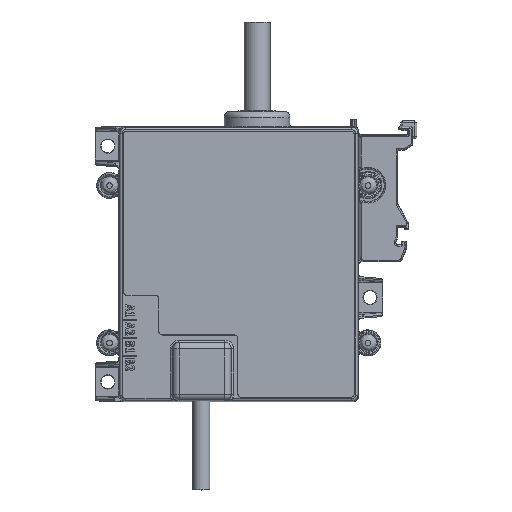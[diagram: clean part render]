
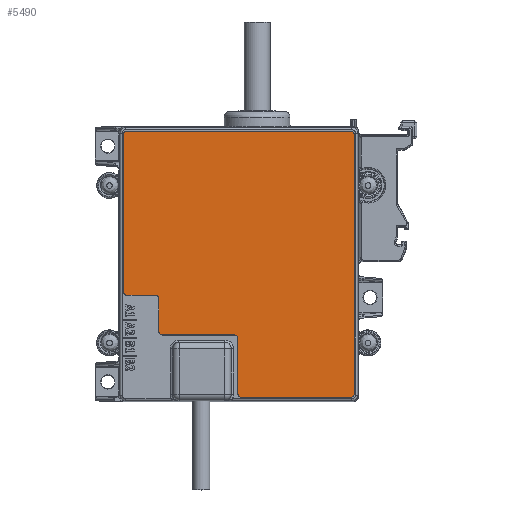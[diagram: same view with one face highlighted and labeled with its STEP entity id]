
A CAD part, front view. The second image highlights one B-rep face of the part: STEP entity #5490.
In plain terms, the highlighted planar face has unit normal (0, -1, 0).
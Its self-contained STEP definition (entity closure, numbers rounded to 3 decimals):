
#1544=FACE_OUTER_BOUND('',#6983,.T.);
#3403=LINE('',#32264,#4256);
#3404=LINE('',#32269,#4257);
#3405=LINE('',#32273,#4258);
#3406=LINE('',#32277,#4259);
#3407=LINE('',#32281,#4260);
#3408=LINE('',#32285,#4261);
#3409=LINE('',#32289,#4262);
#3410=LINE('',#32293,#4263);
#4256=VECTOR('',#21849,1.);
#4257=VECTOR('',#21852,1.);
#4258=VECTOR('',#21855,1.);
#4259=VECTOR('',#21858,1.);
#4260=VECTOR('',#21861,1.);
#4261=VECTOR('',#21864,1.);
#4262=VECTOR('',#21867,1.);
#4263=VECTOR('',#21870,1.);
#4766=ELLIPSE('',#18318,1.28,1.27);
#4767=ELLIPSE('',#18319,1.28,1.27);
#4768=ELLIPSE('',#18320,1.28,1.27);
#4769=ELLIPSE('',#18321,1.28,1.27);
#4770=ELLIPSE('',#18322,1.28,1.27);
#4771=ELLIPSE('',#18323,1.28,1.27);
#4772=ELLIPSE('',#18324,1.28,1.27);
#4773=ELLIPSE('',#18325,1.28,1.27);
#5490=ADVANCED_FACE('',(#1544),#6091,.T.);
#6091=PLANE('',#18326);
#6983=EDGE_LOOP('',(#10680,#10681,#10682,#10683,#10684,#10685,#10686,#10687,
#10688,#10689,#10690,#10691,#10692,#10693,#10694,#10695));
#10680=ORIENTED_EDGE('',*,*,#15865,.F.);
#10681=ORIENTED_EDGE('',*,*,#15866,.T.);
#10682=ORIENTED_EDGE('',*,*,#15867,.F.);
#10683=ORIENTED_EDGE('',*,*,#15868,.T.);
#10684=ORIENTED_EDGE('',*,*,#15869,.F.);
#10685=ORIENTED_EDGE('',*,*,#15870,.T.);
#10686=ORIENTED_EDGE('',*,*,#15871,.F.);
#10687=ORIENTED_EDGE('',*,*,#15872,.T.);
#10688=ORIENTED_EDGE('',*,*,#15873,.F.);
#10689=ORIENTED_EDGE('',*,*,#15874,.T.);
#10690=ORIENTED_EDGE('',*,*,#15875,.F.);
#10691=ORIENTED_EDGE('',*,*,#15876,.T.);
#10692=ORIENTED_EDGE('',*,*,#15877,.F.);
#10693=ORIENTED_EDGE('',*,*,#15878,.T.);
#10694=ORIENTED_EDGE('',*,*,#15879,.F.);
#10695=ORIENTED_EDGE('',*,*,#15880,.T.);
#13665=VERTEX_POINT('',#32265);
#13666=VERTEX_POINT('',#32266);
#13667=VERTEX_POINT('',#32268);
#13668=VERTEX_POINT('',#32270);
#13669=VERTEX_POINT('',#32272);
#13670=VERTEX_POINT('',#32274);
#13671=VERTEX_POINT('',#32276);
#13672=VERTEX_POINT('',#32278);
#13673=VERTEX_POINT('',#32280);
#13674=VERTEX_POINT('',#32282);
#13675=VERTEX_POINT('',#32284);
#13676=VERTEX_POINT('',#32286);
#13677=VERTEX_POINT('',#32288);
#13678=VERTEX_POINT('',#32290);
#13679=VERTEX_POINT('',#32292);
#13680=VERTEX_POINT('',#32294);
#15865=EDGE_CURVE('',#13665,#13666,#3403,.T.);
#15866=EDGE_CURVE('',#13665,#13667,#4766,.T.);
#15867=EDGE_CURVE('',#13668,#13667,#3404,.T.);
#15868=EDGE_CURVE('',#13668,#13669,#4767,.T.);
#15869=EDGE_CURVE('',#13670,#13669,#3405,.T.);
#15870=EDGE_CURVE('',#13670,#13671,#4768,.T.);
#15871=EDGE_CURVE('',#13672,#13671,#3406,.T.);
#15872=EDGE_CURVE('',#13672,#13673,#4769,.T.);
#15873=EDGE_CURVE('',#13674,#13673,#3407,.T.);
#15874=EDGE_CURVE('',#13674,#13675,#4770,.T.);
#15875=EDGE_CURVE('',#13676,#13675,#3408,.T.);
#15876=EDGE_CURVE('',#13676,#13677,#4771,.T.);
#15877=EDGE_CURVE('',#13678,#13677,#3409,.T.);
#15878=EDGE_CURVE('',#13678,#13679,#4772,.T.);
#15879=EDGE_CURVE('',#13680,#13679,#3410,.T.);
#15880=EDGE_CURVE('',#13680,#13666,#4773,.T.);
#18318=AXIS2_PLACEMENT_3D('',#32267,#21850,#21851);
#18319=AXIS2_PLACEMENT_3D('',#32271,#21853,#21854);
#18320=AXIS2_PLACEMENT_3D('',#32275,#21856,#21857);
#18321=AXIS2_PLACEMENT_3D('',#32279,#21859,#21860);
#18322=AXIS2_PLACEMENT_3D('',#32283,#21862,#21863);
#18323=AXIS2_PLACEMENT_3D('',#32287,#21865,#21866);
#18324=AXIS2_PLACEMENT_3D('',#32291,#21868,#21869);
#18325=AXIS2_PLACEMENT_3D('',#32295,#21871,#21872);
#18326=AXIS2_PLACEMENT_3D('',#32296,#21873,#21874);
#21849=DIRECTION('',(1.,0.,0.));
#21850=DIRECTION('',(0.,-1.,0.));
#21851=DIRECTION('',(-0.707,0.,0.707));
#21852=DIRECTION('',(0.,0.,1.));
#21853=DIRECTION('',(0.,-1.,0.));
#21854=DIRECTION('',(-0.707,0.,-0.707));
#21855=DIRECTION('',(-1.,0.,0.));
#21856=DIRECTION('',(0.,1.,0.));
#21857=DIRECTION('',(0.707,0.,0.707));
#21858=DIRECTION('',(0.,0.,1.));
#21859=DIRECTION('',(0.,-1.,0.));
#21860=DIRECTION('',(-0.707,0.,-0.707));
#21861=DIRECTION('',(-1.,0.,0.));
#21862=DIRECTION('',(0.,1.,0.));
#21863=DIRECTION('',(0.707,0.,0.707));
#21864=DIRECTION('',(0.,0.,1.));
#21865=DIRECTION('',(0.,-1.,0.));
#21866=DIRECTION('',(-0.707,0.,-0.707));
#21867=DIRECTION('',(-1.,0.,0.));
#21868=DIRECTION('',(0.,-1.,0.));
#21869=DIRECTION('',(0.707,0.,-0.707));
#21870=DIRECTION('',(0.,0.,-1.));
#21871=DIRECTION('',(0.,-1.,0.));
#21872=DIRECTION('',(0.707,0.,0.707));
#21873=DIRECTION('',(0.,-1.,0.));
#21874=DIRECTION('',(-1.,0.,0.));
#32264=CARTESIAN_POINT('',(-0.032,-17.748,49.595));
#32265=CARTESIAN_POINT('',(-37.35,-17.748,49.595));
#32266=CARTESIAN_POINT('',(42.371,-17.748,49.595));
#32267=CARTESIAN_POINT('',(-37.341,-17.748,48.32));
#32268=CARTESIAN_POINT('',(-38.615,-17.748,48.33));
#32269=CARTESIAN_POINT('',(-38.615,-17.748,4.318));
#32270=CARTESIAN_POINT('',(-38.615,-17.748,-7.634));
#32271=CARTESIAN_POINT('',(-37.341,-17.748,-7.625));
#32272=CARTESIAN_POINT('',(-37.35,-17.748,-8.899));
#32273=CARTESIAN_POINT('',(-0.032,-17.748,-8.899));
#32274=CARTESIAN_POINT('',(-27.282,-17.748,-8.899));
#32275=CARTESIAN_POINT('',(-27.292,-17.748,-10.174));
#32276=CARTESIAN_POINT('',(-26.017,-17.748,-10.165));
#32277=CARTESIAN_POINT('',(-26.017,-17.748,4.318));
#32278=CARTESIAN_POINT('',(-26.017,-17.748,-21.833));
#32279=CARTESIAN_POINT('',(-24.742,-17.748,-21.823));
#32280=CARTESIAN_POINT('',(-24.752,-17.748,-23.098));
#32281=CARTESIAN_POINT('',(-0.032,-17.748,-23.098));
#32282=CARTESIAN_POINT('',(0.95,-17.748,-23.098));
#32283=CARTESIAN_POINT('',(0.941,-17.748,-24.373));
#32284=CARTESIAN_POINT('',(2.215,-17.748,-24.363));
#32285=CARTESIAN_POINT('',(2.215,-17.748,4.318));
#32286=CARTESIAN_POINT('',(2.215,-17.748,-44.091));
#32287=CARTESIAN_POINT('',(3.49,-17.748,-44.082));
#32288=CARTESIAN_POINT('',(3.481,-17.748,-45.357));
#32289=CARTESIAN_POINT('',(-0.032,-17.748,-45.357));
#32290=CARTESIAN_POINT('',(42.371,-17.748,-45.357));
#32291=CARTESIAN_POINT('',(42.361,-17.748,-44.082));
#32292=CARTESIAN_POINT('',(43.636,-17.748,-44.091));
#32293=CARTESIAN_POINT('',(43.636,-17.748,4.318));
#32294=CARTESIAN_POINT('',(43.636,-17.748,48.33));
#32295=CARTESIAN_POINT('',(42.361,-17.748,48.32));
#32296=CARTESIAN_POINT('',(-0.032,-17.748,4.318));
